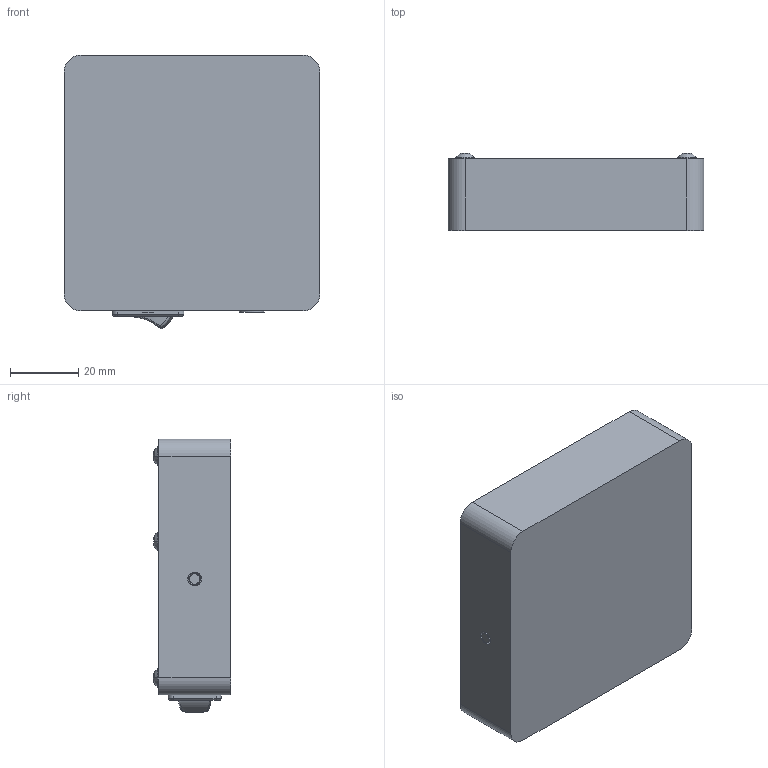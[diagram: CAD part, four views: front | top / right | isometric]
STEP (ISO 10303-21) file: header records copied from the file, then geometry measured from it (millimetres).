
FILE_DESCRIPTION((''),'2;1');
FILE_NAME('215092_ASM','2019-11-21T11:34:07',('pdmadmin'),('BANNER ENGINEERING'),'CREO PARAMETRIC BY PTC INC, 2018300','CREO PARAMETRIC BY PTC INC, 2018300','');
FILE_SCHEMA(('CONFIG_CONTROL_DESIGN'));
Products named in the file (15): 52551_AF0; 52553_BODY; 52553_BUTTON; 52553_ASM; 52104; 51403; 51282; LENS_LASER_EMITTER; 51283; 51281; CABLE_118_AF0; 51279_AF0_ASM; 52552; 4X1_4_HEX_BHCS; 215092_ASM
Assembly tree (19 placements, depth 3):
  215092_ASM
    52551_AF0
    52553_ASM
      52553_BODY
      52553_BUTTON
    52104
    51279_AF0_ASM
      51403
      51282
      LENS_LASER_EMITTER
      51283
      51281
      CABLE_118_AF0
    52552
    4X1_4_HEX_BHCS  x6
Bounding box: 75 x 22.59 x 80.26 mm (x, y, z)
Volume: 54759 mm3; surface area: 45012.6 mm2
Topology: 17 solids, 17 shells, 628 faces, 1594 edges, 1035 vertices
Faces by surface type: plane 374, cylinder 167, cone 52, bspline 23, torus 8, sphere 4
Entity records: 18099 total; most frequent: CARTESIAN_POINT 4263, DIRECTION 2834, ORIENTED_EDGE 2796, EDGE_CURVE 1398, AXIS2_PLACEMENT_3D 960, VERTEX_POINT 915, VECTOR 914, LINE 914
